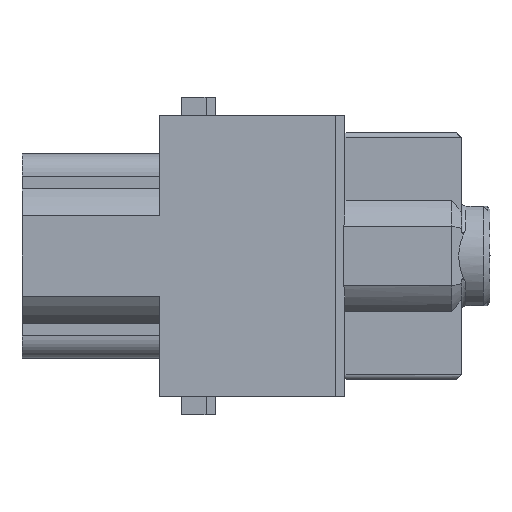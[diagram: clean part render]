
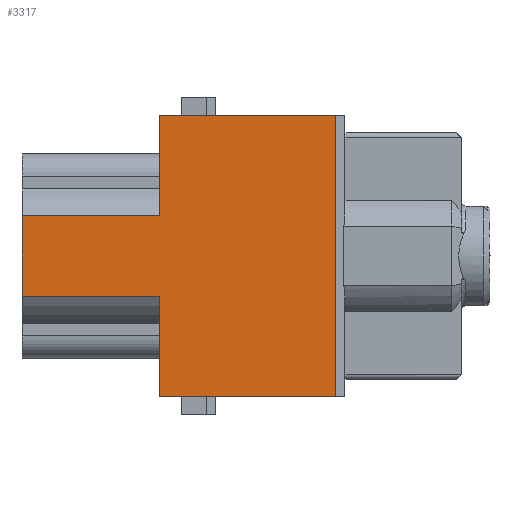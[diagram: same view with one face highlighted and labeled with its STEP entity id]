
A CAD part, left-side view. The second image highlights one B-rep face of the part: STEP entity #3317.
In plain terms, the highlighted planar face has unit normal (-1, 0, 0).
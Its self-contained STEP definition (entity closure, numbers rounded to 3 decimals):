
#263=DIRECTION('',(0.,-1.,0.));
#264=VECTOR('',#263,14.8);
#265=CARTESIAN_POINT('',(-7.325,69.85,-4.312));
#266=LINE('',#265,#264);
#267=DIRECTION('',(0.,0.,-1.));
#268=VECTOR('',#267,30.3);
#269=CARTESIAN_POINT('',(-7.325,36.1,15.15));
#270=LINE('',#269,#268);
#271=DIRECTION('',(0.,1.,0.));
#272=VECTOR('',#271,18.95);
#273=CARTESIAN_POINT('',(-7.325,36.1,-15.15));
#274=LINE('',#273,#272);
#275=DIRECTION('',(0.,0.,1.));
#276=VECTOR('',#275,10.838);
#277=CARTESIAN_POINT('',(-7.325,55.05,-15.15));
#278=LINE('',#277,#276);
#279=DIRECTION('',(0.,0.,1.));
#280=VECTOR('',#279,8.624);
#281=CARTESIAN_POINT('',(-7.325,69.85,-4.312));
#282=LINE('',#281,#280);
#283=DIRECTION('',(0.,-1.,0.));
#284=VECTOR('',#283,18.95);
#285=CARTESIAN_POINT('',(-7.325,55.05,15.15));
#286=LINE('',#285,#284);
#341=DIRECTION('',(0.,0.,-1.));
#342=VECTOR('',#341,10.838);
#343=CARTESIAN_POINT('',(-7.325,55.05,15.15));
#344=LINE('',#343,#342);
#377=DIRECTION('',(0.,1.,0.));
#378=VECTOR('',#377,14.8);
#379=CARTESIAN_POINT('',(-7.325,55.05,4.312));
#380=LINE('',#379,#378);
#2445=CARTESIAN_POINT('',(-7.325,55.05,-15.15));
#2446=VERTEX_POINT('',#2445);
#2447=CARTESIAN_POINT('',(-7.325,55.05,15.15));
#2448=VERTEX_POINT('',#2447);
#2449=CARTESIAN_POINT('',(-7.325,55.05,4.312));
#2450=VERTEX_POINT('',#2449);
#2463=CARTESIAN_POINT('',(-7.325,55.05,-4.312));
#2464=VERTEX_POINT('',#2463);
#2465=CARTESIAN_POINT('',(-7.325,69.85,-4.312));
#2466=VERTEX_POINT('',#2465);
#2467=CARTESIAN_POINT('',(-7.325,69.85,4.312));
#2468=VERTEX_POINT('',#2467);
#2632=CARTESIAN_POINT('',(-7.325,36.1,-15.15));
#2633=VERTEX_POINT('',#2632);
#2638=CARTESIAN_POINT('',(-7.325,36.1,15.15));
#2639=VERTEX_POINT('',#2638);
#3298=CARTESIAN_POINT('',(-7.325,51.975,0.));
#3299=DIRECTION('',(-1.,0.,0.));
#3300=DIRECTION('',(0.,0.,-1.));
#3301=AXIS2_PLACEMENT_3D('',#3298,#3299,#3300);
#3302=PLANE('',#3301);
#3304=ORIENTED_EDGE('',*,*,#3303,.T.);
#3305=ORIENTED_EDGE('',*,*,#3083,.T.);
#3306=ORIENTED_EDGE('',*,*,#3129,.T.);
#3307=ORIENTED_EDGE('',*,*,#3292,.F.);
#3308=ORIENTED_EDGE('',*,*,#3171,.T.);
#3310=ORIENTED_EDGE('',*,*,#3309,.F.);
#3312=ORIENTED_EDGE('',*,*,#3311,.F.);
#3314=ORIENTED_EDGE('',*,*,#3313,.T.);
#3315=EDGE_LOOP('',(#3304,#3305,#3306,#3307,#3308,#3310,#3312,#3314));
#3316=FACE_OUTER_BOUND('',#3315,.F.);
#3317=ADVANCED_FACE('',(#3316),#3302,.T.);
#3083=EDGE_CURVE('',#2633,#2446,#274,.T.);
#3129=EDGE_CURVE('',#2446,#2464,#278,.T.);
#3171=EDGE_CURVE('',#2466,#2468,#282,.T.);
#3292=EDGE_CURVE('',#2466,#2464,#266,.T.);
#3303=EDGE_CURVE('',#2639,#2633,#270,.T.);
#3309=EDGE_CURVE('',#2450,#2468,#380,.T.);
#3311=EDGE_CURVE('',#2448,#2450,#344,.T.);
#3313=EDGE_CURVE('',#2448,#2639,#286,.T.);
